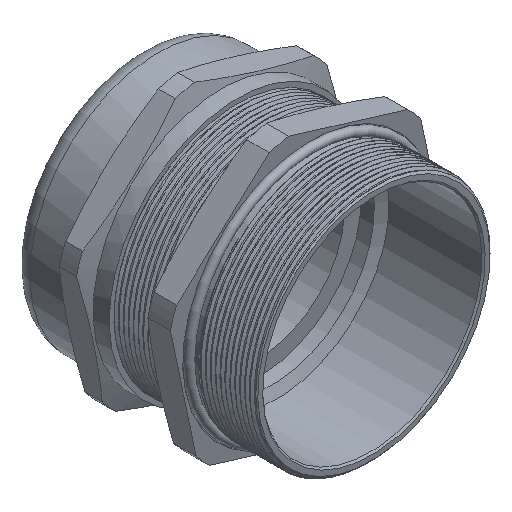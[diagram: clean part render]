
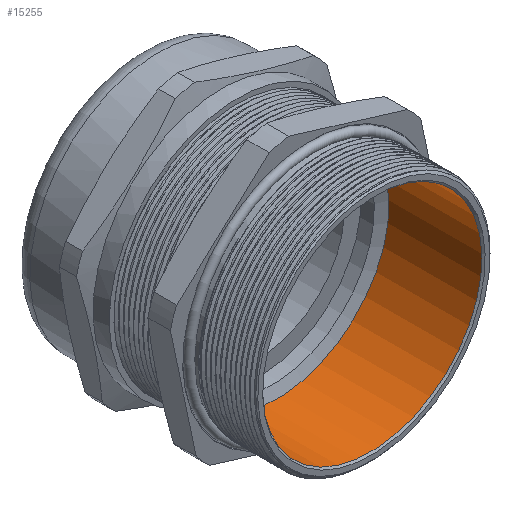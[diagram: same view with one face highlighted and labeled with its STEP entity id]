
A CAD part, isometric view. The second image highlights one B-rep face of the part: STEP entity #15255.
In plain terms, the highlighted cylindrical face has radius 34.285 mm (diameter 68.57 mm), a full revolution.
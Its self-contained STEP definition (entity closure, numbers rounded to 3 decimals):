
#363=FACE_BOUND('',#2869,.T.);
#406=CYLINDRICAL_SURFACE('',#17415,34.285);
#1193=CIRCLE('',#17413,34.285);
#1195=CIRCLE('',#17416,34.285);
#2023=FACE_OUTER_BOUND('',#2868,.T.);
#2868=EDGE_LOOP('',(#13641));
#2869=EDGE_LOOP('',(#13642));
#6599=VERTEX_POINT('',#28514);
#6601=VERTEX_POINT('',#28519);
#8971=EDGE_CURVE('',#6599,#6599,#1193,.T.);
#8973=EDGE_CURVE('',#6601,#6601,#1195,.T.);
#13641=ORIENTED_EDGE('',*,*,#8973,.T.);
#13642=ORIENTED_EDGE('',*,*,#8971,.F.);
#15255=ADVANCED_FACE('',(#2023,#363),#406,.F.);
#17413=AXIS2_PLACEMENT_3D('',#28515,#22100,#22101);
#17415=AXIS2_PLACEMENT_3D('',#28518,#22104,#22105);
#17416=AXIS2_PLACEMENT_3D('',#28520,#22106,#22107);
#22100=DIRECTION('center_axis',(0.,-1.,0.));
#22101=DIRECTION('ref_axis',(0.,0.,1.));
#22104=DIRECTION('center_axis',(0.,-1.,0.));
#22105=DIRECTION('ref_axis',(0.,0.,-1.));
#22106=DIRECTION('center_axis',(0.,-1.,0.));
#22107=DIRECTION('ref_axis',(1.,0.,0.));
#28514=CARTESIAN_POINT('',(0.,-0.5,-34.285));
#28515=CARTESIAN_POINT('Origin',(0.,-0.5,0.));
#28518=CARTESIAN_POINT('Origin',(0.,-14.45,0.));
#28519=CARTESIAN_POINT('',(0.,-28.9,-34.285));
#28520=CARTESIAN_POINT('Origin',(0.,-28.9,0.));
